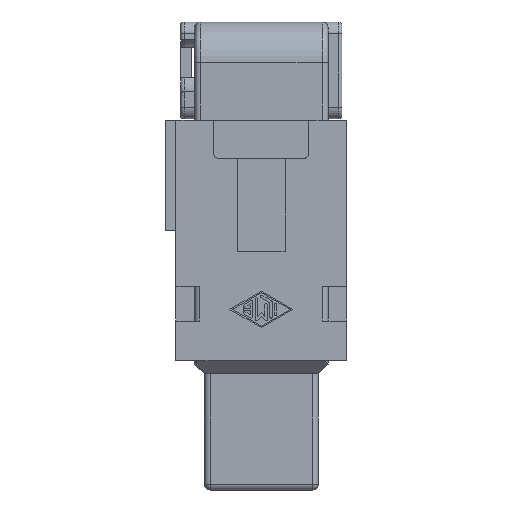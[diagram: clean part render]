
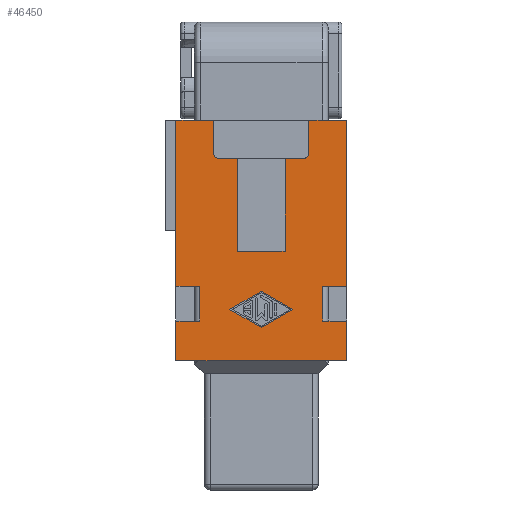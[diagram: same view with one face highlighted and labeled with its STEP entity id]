
A CAD part, front view. The second image highlights one B-rep face of the part: STEP entity #46450.
In plain terms, the highlighted planar face has unit normal (0, -1, 0).
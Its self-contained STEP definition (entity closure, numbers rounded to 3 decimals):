
#1030=CARTESIAN_POINT('',(7.35,6.4,11.175));
#1040=VERTEX_POINT('',#1030);
#1190=CARTESIAN_POINT('',(-7.35,6.4,11.175));
#1200=VERTEX_POINT('',#1190);
#1230=CARTESIAN_POINT('',(0.,6.4,11.175));
#1240=DIRECTION('',(-1.,0.,0.));
#1250=VECTOR('',#1240,1.);
#1260=LINE('',#1230,#1250);
#1270=EDGE_CURVE('',#1040,#1200,#1260,.T.);
#2050=CARTESIAN_POINT('',(-5.3,6.4,14.575));
#2060=VERTEX_POINT('',#2050);
#2090=CARTESIAN_POINT('',(0.,6.4,14.575));
#2100=DIRECTION('',(1.,0.,0.));
#2110=VECTOR('',#2100,1.);
#2120=LINE('',#2090,#2110);
#2130=CARTESIAN_POINT('',(-7.35,6.4,14.575));
#2140=VERTEX_POINT('',#2130);
#2150=EDGE_CURVE('',#2140,#2060,#2120,.T.);
#2490=CARTESIAN_POINT('',(3.6,6.4,
28.575));
#2500=VERTEX_POINT('',#2490);
#2680=CARTESIAN_POINT('',(4.1,6.4,
29.075));
#2690=VERTEX_POINT('',#2680);
#2720=CARTESIAN_POINT('',(3.6,6.4,
29.075));
#2730=DIRECTION('',(0.,-1.,0.));
#2740=DIRECTION('',(-1.,0.,0.));
#2750=AXIS2_PLACEMENT_3D('',#2720,#2730,#2740);
#2760=CIRCLE('',#2750,0.5);
#2770=EDGE_CURVE('',#2500,#2690,#2760,.T.);
#2980=CARTESIAN_POINT('',(-3.6,6.4,
28.575));
#2990=VERTEX_POINT('',#2980);
#3110=CARTESIAN_POINT('',(0.,6.4,28.575));
#3120=DIRECTION('',(-1.,0.,0.));
#3130=VECTOR('',#3120,1.);
#3140=LINE('',#3110,#3130);
#3150=CARTESIAN_POINT('',(2.05,6.4,
28.575));
#3160=VERTEX_POINT('',#3150);
#3170=EDGE_CURVE('',#2500,#3160,#3140,.T.);
#3390=CARTESIAN_POINT('',(-2.05,6.4,
28.575));
#3400=VERTEX_POINT('',#3390);
#3430=EDGE_CURVE('',#3400,#2990,#3140,.T.);
#3740=CARTESIAN_POINT('',(-4.1,6.4,
29.075));
#3750=VERTEX_POINT('',#3740);
#3780=CARTESIAN_POINT('',(-4.1,6.4,0.));
#3790=DIRECTION('',(0.,0.,1.));
#3800=VECTOR('',#3790,1.);
#3810=LINE('',#3780,#3800);
#3820=CARTESIAN_POINT('',(-4.1,6.4,31.875));
#3830=VERTEX_POINT('',#3820);
#3840=EDGE_CURVE('',#3750,#3830,#3810,.T.);
#4160=CARTESIAN_POINT('',(-3.6,6.4,
29.075));
#4170=DIRECTION('',(0.,-1.,0.));
#4180=DIRECTION('',(-1.,0.,0.));
#4190=AXIS2_PLACEMENT_3D('',#4160,#4170,#4180);
#4200=CIRCLE('',#4190,0.5);
#4210=EDGE_CURVE('',#3750,#2990,#4200,.T.);
#4510=CARTESIAN_POINT('',(4.1,6.4,31.875));
#4520=VERTEX_POINT('',#4510);
#4550=CARTESIAN_POINT('',(4.1,6.4,0.));
#4560=DIRECTION('',(0.,0.,-1.));
#4570=VECTOR('',#4560,1.);
#4580=LINE('',#4550,#4570);
#4590=EDGE_CURVE('',#4520,#2690,#4580,.T.);
#33060=CARTESIAN_POINT('',(7.35,6.4,31.875));
#33070=VERTEX_POINT('',#33060);
#33100=CARTESIAN_POINT('',(0.,6.4,31.875));
#33110=DIRECTION('',(-1.,0.,0.));
#33120=VECTOR('',#33110,1.);
#33130=LINE('',#33100,#33120);
#33140=EDGE_CURVE('',#33070,#4520,#33130,.T.);
#33190=CARTESIAN_POINT('',(0.,6.4,31.875));
#33200=DIRECTION('',(1.,0.,0.));
#33210=VECTOR('',#33200,1.);
#33220=LINE('',#33190,#33210);
#33230=CARTESIAN_POINT('',(-7.35,6.4,31.875));
#33240=VERTEX_POINT('',#33230);
#33250=EDGE_CURVE('',#33240,#3830,#33220,.T.);
#38790=CARTESIAN_POINT('',(-2.05,6.4,20.575));
#38800=VERTEX_POINT('',#38790);
#38850=CARTESIAN_POINT('',(-2.05,6.4,0.));
#38860=DIRECTION('',(0.,0.,-1.));
#38870=VECTOR('',#38860,1.);
#38880=LINE('',#38850,#38870);
#38890=EDGE_CURVE('',#3400,#38800,#38880,.T.);
#39740=CARTESIAN_POINT('',(2.05,6.4,20.575));
#39750=VERTEX_POINT('',#39740);
#39780=CARTESIAN_POINT('',(0.,6.4,20.575));
#39790=DIRECTION('',(-1.,0.,0.));
#39800=VECTOR('',#39790,1.);
#39810=LINE('',#39780,#39800);
#39820=EDGE_CURVE('',#39750,#38800,#39810,.T.);
#40900=CARTESIAN_POINT('',(-5.3,6.4,17.575));
#40910=VERTEX_POINT('',#40900);
#40940=CARTESIAN_POINT('',(-5.3,6.4,0.));
#40950=DIRECTION('',(0.,0.,1.));
#40960=VECTOR('',#40950,1.);
#40970=LINE('',#40940,#40960);
#40980=EDGE_CURVE('',#2060,#40910,#40970,.T.);
#41200=CARTESIAN_POINT('',(-7.35,6.4,17.575));
#41210=VERTEX_POINT('',#41200);
#41240=CARTESIAN_POINT('',(0.,6.4,17.575));
#41250=DIRECTION('',(-1.,0.,0.));
#41260=VECTOR('',#41250,1.);
#41270=LINE('',#41240,#41260);
#41280=EDGE_CURVE('',#40910,#41210,#41270,.T.);
#41890=CARTESIAN_POINT('',(2.05,6.4,0.));
#41900=DIRECTION('',(0.,0.,1.));
#41910=VECTOR('',#41900,1.);
#41920=LINE('',#41890,#41910);
#41930=EDGE_CURVE('',#39750,#3160,#41920,.T.);
#45470=CARTESIAN_POINT('',(-7.3,6.4,11.175));
#45480=DIRECTION('',(0.,1.,0.));
#45490=DIRECTION('',(-1.,0.,0.));
#45500=AXIS2_PLACEMENT_3D('',#45470,#45480,#45490);
#45510=PLANE('',#45500);
#45520=ORIENTED_EDGE('',*,*,#1270,.F.);
#45530=CARTESIAN_POINT('',(-7.35,6.4,0.));
#45540=DIRECTION('',(0.,0.,-1.));
#45550=VECTOR('',#45540,1.);
#45560=LINE('',#45530,#45550);
#45570=EDGE_CURVE('',#2140,#1200,#45560,.T.);
#45580=ORIENTED_EDGE('',*,*,#45570,.T.);
#45590=ORIENTED_EDGE('',*,*,#2150,.F.);
#45600=ORIENTED_EDGE('',*,*,#40980,.F.);
#45610=ORIENTED_EDGE('',*,*,#41280,.F.);
#45620=EDGE_CURVE('',#33240,#41210,#45560,.T.);
#45630=ORIENTED_EDGE('',*,*,#45620,.T.);
#45640=ORIENTED_EDGE('',*,*,#33250,.F.);
#45650=ORIENTED_EDGE('',*,*,#3840,.T.);
#45660=ORIENTED_EDGE('',*,*,#4210,.F.);
#45670=ORIENTED_EDGE('',*,*,#3430,.T.);
#45680=ORIENTED_EDGE('',*,*,#38890,.F.);
#45690=ORIENTED_EDGE('',*,*,#39820,.T.);
#45700=ORIENTED_EDGE('',*,*,#41930,.F.);
#45710=ORIENTED_EDGE('',*,*,#3170,.T.);
#45720=ORIENTED_EDGE('',*,*,#2770,.F.);
#45730=ORIENTED_EDGE('',*,*,#4590,.T.);
#45740=ORIENTED_EDGE('',*,*,#33140,.T.);
#45750=CARTESIAN_POINT('',(7.35,6.4,0.));
#45760=DIRECTION('',(0.,0.,-1.));
#45770=VECTOR('',#45760,1.);
#45780=LINE('',#45750,#45770);
#45790=CARTESIAN_POINT('',(7.35,6.4,17.575));
#45800=VERTEX_POINT('',#45790);
#45810=EDGE_CURVE('',#33070,#45800,#45780,.T.);
#45820=ORIENTED_EDGE('',*,*,#45810,.F.);
#45830=CARTESIAN_POINT('',(0.,6.4,17.575));
#45840=DIRECTION('',(-1.,0.,0.));
#45850=VECTOR('',#45840,1.);
#45860=LINE('',#45830,#45850);
#45870=CARTESIAN_POINT('',(5.3,6.4,17.575));
#45880=VERTEX_POINT('',#45870);
#45890=EDGE_CURVE('',#45800,#45880,#45860,.T.);
#45900=ORIENTED_EDGE('',*,*,#45890,.F.);
#45910=CARTESIAN_POINT('',(5.3,6.4,0.));
#45920=DIRECTION('',(0.,0.,-1.));
#45930=VECTOR('',#45920,1.);
#45940=LINE('',#45910,#45930);
#45950=CARTESIAN_POINT('',(5.3,6.4,14.575));
#45960=VERTEX_POINT('',#45950);
#45970=EDGE_CURVE('',#45880,#45960,#45940,.T.);
#45980=ORIENTED_EDGE('',*,*,#45970,.F.);
#45990=CARTESIAN_POINT('',(0.,6.4,14.575));
#46000=DIRECTION('',(1.,0.,0.));
#46010=VECTOR('',#46000,1.);
#46020=LINE('',#45990,#46010);
#46030=CARTESIAN_POINT('',(7.35,6.4,14.575));
#46040=VERTEX_POINT('',#46030);
#46050=EDGE_CURVE('',#45960,#46040,#46020,.T.);
#46060=ORIENTED_EDGE('',*,*,#46050,.F.);
#46070=EDGE_CURVE('',#46040,#1040,#45780,.T.);
#46080=ORIENTED_EDGE('',*,*,#46070,.F.);
#46090=EDGE_LOOP('',(#46080,#46060,#45980,#45900,#45820,#45740,#45730,
#45720,#45710,#45700,#45690,#45680,#45670,#45660,#45650,#45640,#45630,
#45610,#45600,#45590,#45580,#45520));
#46100=FACE_OUTER_BOUND('',#46090,.T.);
#46110=CARTESIAN_POINT('',(0.,6.4,14.013));
#46120=DIRECTION('',(0.866,0.,
-0.5));
#46130=VECTOR('',#46120,1.);
#46140=LINE('',#46110,#46130);
#46150=CARTESIAN_POINT('',(-2.709,6.4,15.575));
#46160=VERTEX_POINT('',#46150);
#46170=CARTESIAN_POINT('',(0.,6.4,14.013));
#46180=VERTEX_POINT('',#46170);
#46190=EDGE_CURVE('',#46160,#46180,#46140,.T.);
#46200=ORIENTED_EDGE('',*,*,#46190,.F.);
#46210=CARTESIAN_POINT('',(0.,6.4,14.013));
#46220=DIRECTION('',(0.866,0.,
0.5));
#46230=VECTOR('',#46220,1.);
#46240=LINE('',#46210,#46230);
#46250=CARTESIAN_POINT('',(2.708,6.4,15.575));
#46260=VERTEX_POINT('',#46250);
#46270=EDGE_CURVE('',#46180,#46260,#46240,.T.);
#46280=ORIENTED_EDGE('',*,*,#46270,.F.);
#46290=CARTESIAN_POINT('',(0.,6.4,17.137));
#46300=DIRECTION('',(-0.866,0.,
0.5));
#46310=VECTOR('',#46300,1.);
#46320=LINE('',#46290,#46310);
#46330=CARTESIAN_POINT('',(0.,6.4,17.137));
#46340=VERTEX_POINT('',#46330);
#46350=EDGE_CURVE('',#46260,#46340,#46320,.T.);
#46360=ORIENTED_EDGE('',*,*,#46350,.F.);
#46370=CARTESIAN_POINT('',(0.,6.4,17.137));
#46380=DIRECTION('',(-0.866,0.,
-0.5));
#46390=VECTOR('',#46380,1.);
#46400=LINE('',#46370,#46390);
#46410=EDGE_CURVE('',#46340,#46160,#46400,.T.);
#46420=ORIENTED_EDGE('',*,*,#46410,.F.);
#46430=EDGE_LOOP('',(#46420,#46360,#46280,#46200));
#46440=FACE_BOUND('',#46430,.T.);
#46450=ADVANCED_FACE('',(#46100,#46440),#45510,.F.);
